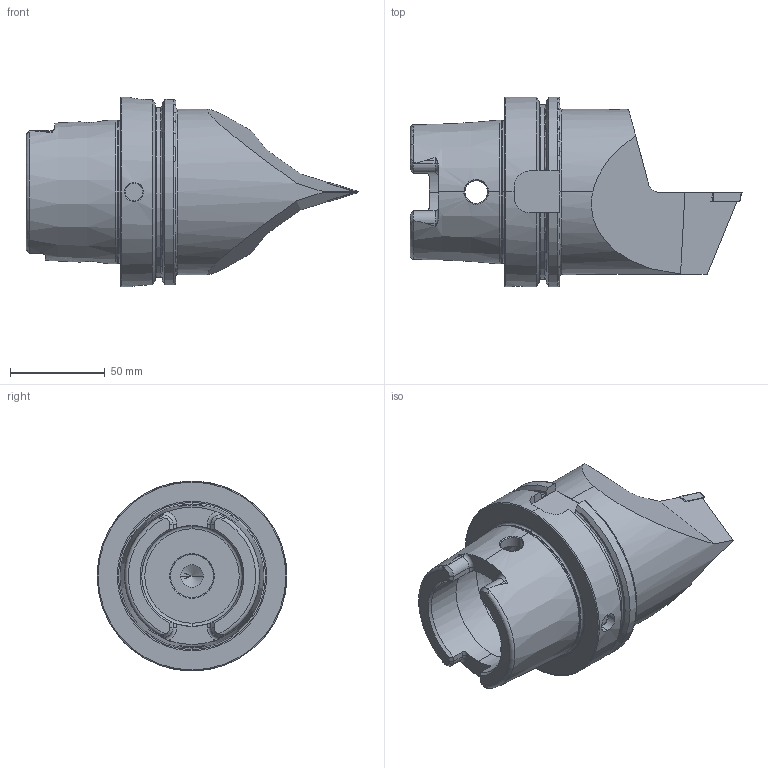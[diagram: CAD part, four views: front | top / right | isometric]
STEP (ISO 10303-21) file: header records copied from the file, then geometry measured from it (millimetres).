
FILE_DESCRIPTION (( 'STEP AP203' ), '1' );
FILE_NAME ('HA0.KVB.NVA.125.STEP', '2011-07-12T13:52:28', ( 'baer' ), ( 'Hewlett-Packard Company' ), 'SwSTEP 2.0', 'SolidWorks 2009', '' );
FILE_SCHEMA (( 'CONFIG_CONTROL_DESIGN' ));
Length unit declared in the file: millimetre
Products named in the file (5): HA0.KVB.NVA.125; HA0-KVB.NVA.125_B; VCMT160404; WCB-ER2.001.009_A; KVT_MB_600_050
Assembly tree (4 placements, depth 2):
  HA0.KVB.NVA.125
    VCMT160404
    WCB-ER2.001.009_A
    HA0-KVB.NVA.125_B
    KVT_MB_600_050
Bounding box: 174.93 x 100 x 100 mm (x, y, z)
Volume: 518003.3 mm3; surface area: 66465.8 mm2
Topology: 5 solids, 5 shells, 302 faces, 770 edges, 471 vertices
Faces by surface type: cylinder 85, plane 79, cone 76, torus 38, bspline 20, sphere 4
Entity records: 11688 total; most frequent: CARTESIAN_POINT 4242, ORIENTED_EDGE 1510, DIRECTION 1396, EDGE_CURVE 755, AXIS2_PLACEMENT_3D 557, VERTEX_POINT 468, EDGE_LOOP 317, FACE_OUTER_BOUND 302
